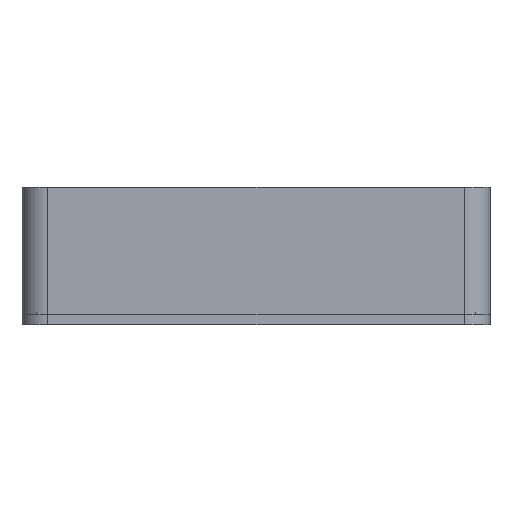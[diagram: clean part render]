
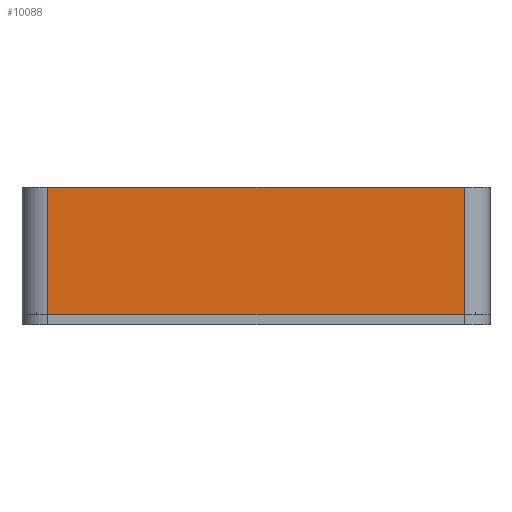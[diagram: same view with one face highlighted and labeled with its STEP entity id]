
A CAD part, left-side view. The second image highlights one B-rep face of the part: STEP entity #10088.
In plain terms, the highlighted face is planar.
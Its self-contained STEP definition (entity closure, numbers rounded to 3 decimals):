
#8119 = VERTEX_POINT('',#8120);
#8120 = CARTESIAN_POINT('',(-98.02,71.5,39.1));
#8252 = VERTEX_POINT('',#8253);
#8253 = CARTESIAN_POINT('',(-98.02,-49.5,39.1));
#8260 = EDGE_CURVE('',#8252,#8119,#8261,.T.);
#8261 = LINE('',#8262,#8263);
#8262 = CARTESIAN_POINT('',(-98.02,-49.5,39.1));
#8263 = VECTOR('',#8264,1.);
#8264 = DIRECTION('',(0.,1.,0.));
#10069 = EDGE_CURVE('',#10070,#8119,#10072,.T.);
#10070 = VERTEX_POINT('',#10071);
#10071 = CARTESIAN_POINT('',(-98.02,71.5,2.1));
#10072 = LINE('',#10073,#10074);
#10073 = CARTESIAN_POINT('',(-98.02,71.5,2.1));
#10074 = VECTOR('',#10075,1.);
#10075 = DIRECTION('',(0.,0.,1.));
#10088 = ADVANCED_FACE('',(#10089),#10107,.F.);
#10089 = FACE_BOUND('',#10090,.F.);
#10090 = EDGE_LOOP('',(#10091,#10099,#10100,#10101));
#10091 = ORIENTED_EDGE('',*,*,#10092,.T.);
#10092 = EDGE_CURVE('',#10093,#8252,#10095,.T.);
#10093 = VERTEX_POINT('',#10094);
#10094 = CARTESIAN_POINT('',(-98.02,-49.5,2.1));
#10095 = LINE('',#10096,#10097);
#10096 = CARTESIAN_POINT('',(-98.02,-49.5,2.1));
#10097 = VECTOR('',#10098,1.);
#10098 = DIRECTION('',(0.,0.,1.));
#10099 = ORIENTED_EDGE('',*,*,#8260,.T.);
#10100 = ORIENTED_EDGE('',*,*,#10069,.F.);
#10101 = ORIENTED_EDGE('',*,*,#10102,.F.);
#10102 = EDGE_CURVE('',#10093,#10070,#10103,.T.);
#10103 = LINE('',#10104,#10105);
#10104 = CARTESIAN_POINT('',(-98.02,-49.5,2.1));
#10105 = VECTOR('',#10106,1.);
#10106 = DIRECTION('',(0.,1.,0.));
#10107 = PLANE('',#10108);
#10108 = AXIS2_PLACEMENT_3D('',#10109,#10110,#10111);
#10109 = CARTESIAN_POINT('',(-98.02,-49.5,2.1));
#10110 = DIRECTION('',(-1.,0.,0.));
#10111 = DIRECTION('',(0.,1.,0.));
